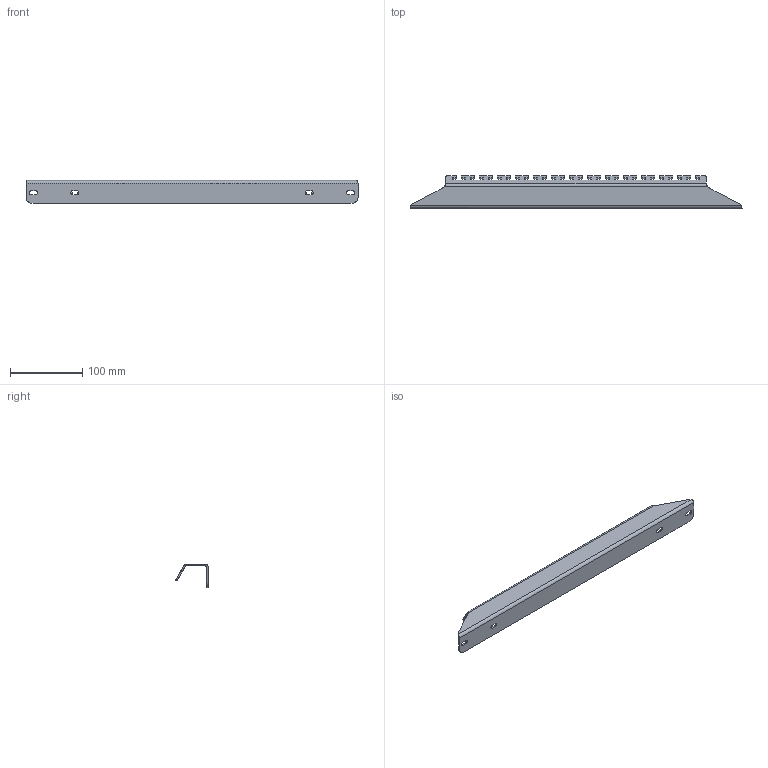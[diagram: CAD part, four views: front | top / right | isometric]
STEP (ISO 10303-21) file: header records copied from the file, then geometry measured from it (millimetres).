
FILE_DESCRIPTION (( 'STEP AP214' ), '1' );
FILE_NAME ('998.500.STEP', '2024-10-09T10:03:03', ( '' ), ( '' ), 'SwSTEP 2.0', 'SolidWorks 2021', '' );
FILE_SCHEMA (( 'AUTOMOTIVE_DESIGN' ));
Length unit declared in the file: millimetre
Products named in the file (1): 998.500
Bounding box: 460.59 x 45.35 x 32 mm (x, y, z)
Volume: 65340.8 mm3; surface area: 68842.4 mm2
Topology: 1 solids, 1 shells, 264 faces, 786 edges, 524 vertices
Faces by surface type: plane 132, cylinder 132
Entity records: 9064 total; most frequent: CARTESIAN_POINT 1697, ORIENTED_EDGE 1572, DIRECTION 1558, EDGE_CURVE 786, VERTEX_POINT 524, AXIS2_PLACEMENT_3D 521, LINE 516, VECTOR 516
